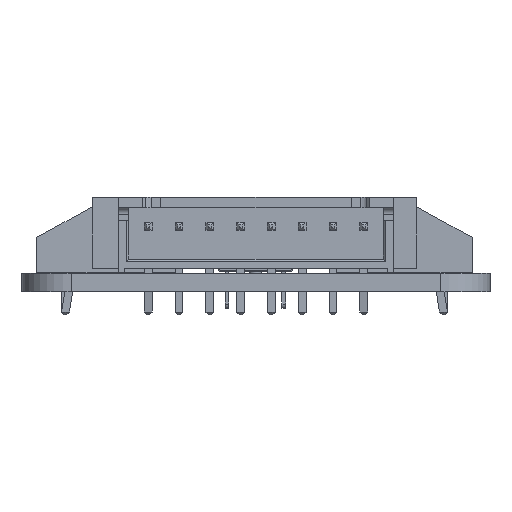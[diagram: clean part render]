
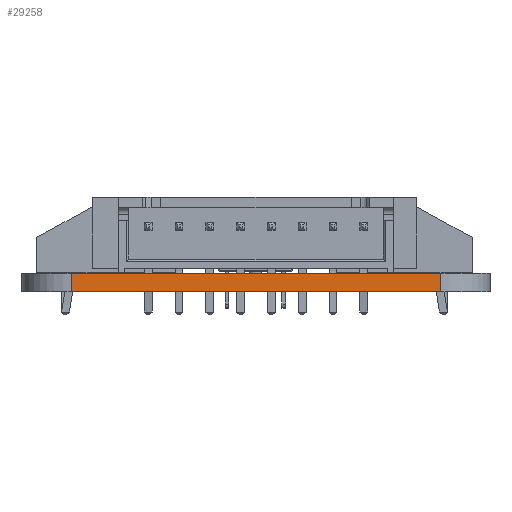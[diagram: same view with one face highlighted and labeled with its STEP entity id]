
A CAD part, front view. The second image highlights one B-rep face of the part: STEP entity #29258.
In plain terms, the highlighted planar face has unit normal (0, -1, 0).
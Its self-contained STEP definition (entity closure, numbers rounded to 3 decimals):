
#25891 = VERTEX_POINT('',#25892);
#25892 = CARTESIAN_POINT('',(-15.,-95.,0.));
#25899 = EDGE_CURVE('',#25900,#25891,#25902,.T.);
#25900 = VERTEX_POINT('',#25901);
#25901 = CARTESIAN_POINT('',(15.,-95.,0.));
#25902 = LINE('',#25903,#25904);
#25903 = CARTESIAN_POINT('',(15.,-95.,0.));
#25904 = VECTOR('',#25905,1.);
#25905 = DIRECTION('',(-1.,0.,0.));
#27561 = VERTEX_POINT('',#27562);
#27562 = CARTESIAN_POINT('',(-15.,-95.,1.5));
#27569 = EDGE_CURVE('',#27570,#27561,#27572,.T.);
#27570 = VERTEX_POINT('',#27571);
#27571 = CARTESIAN_POINT('',(15.,-95.,1.5));
#27572 = LINE('',#27573,#27574);
#27573 = CARTESIAN_POINT('',(15.,-95.,1.5));
#27574 = VECTOR('',#27575,1.);
#27575 = DIRECTION('',(-1.,0.,0.));
#29230 = EDGE_CURVE('',#25900,#27570,#29231,.T.);
#29231 = LINE('',#29232,#29233);
#29232 = CARTESIAN_POINT('',(15.,-95.,0.));
#29233 = VECTOR('',#29234,1.);
#29234 = DIRECTION('',(0.,0.,1.));
#29258 = ADVANCED_FACE('',(#29259),#29270,.T.);
#29259 = FACE_BOUND('',#29260,.T.);
#29260 = EDGE_LOOP('',(#29261,#29262,#29263,#29269));
#29261 = ORIENTED_EDGE('',*,*,#29230,.T.);
#29262 = ORIENTED_EDGE('',*,*,#27569,.T.);
#29263 = ORIENTED_EDGE('',*,*,#29264,.F.);
#29264 = EDGE_CURVE('',#25891,#27561,#29265,.T.);
#29265 = LINE('',#29266,#29267);
#29266 = CARTESIAN_POINT('',(-15.,-95.,0.));
#29267 = VECTOR('',#29268,1.);
#29268 = DIRECTION('',(0.,0.,1.));
#29269 = ORIENTED_EDGE('',*,*,#25899,.F.);
#29270 = PLANE('',#29271);
#29271 = AXIS2_PLACEMENT_3D('',#29272,#29273,#29274);
#29272 = CARTESIAN_POINT('',(15.,-95.,0.));
#29273 = DIRECTION('',(0.,-1.,0.));
#29274 = DIRECTION('',(-1.,0.,0.));
